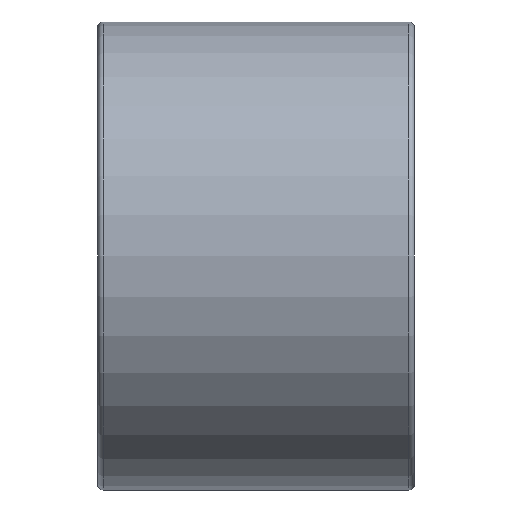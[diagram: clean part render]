
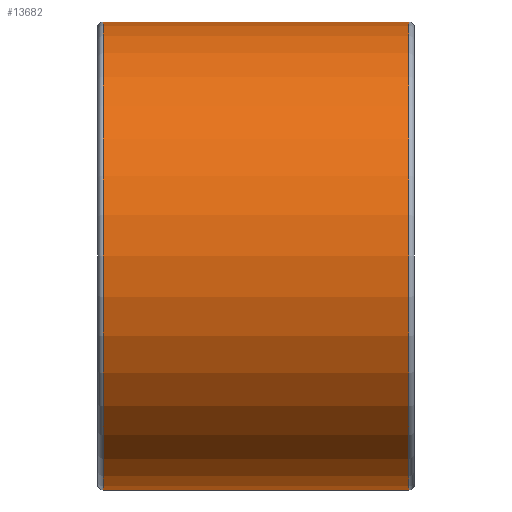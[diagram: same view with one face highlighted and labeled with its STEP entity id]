
A CAD part, front view. The second image highlights one B-rep face of the part: STEP entity #13682.
In plain terms, the highlighted cylindrical face has radius 83 mm (diameter 166 mm), a partial arc.
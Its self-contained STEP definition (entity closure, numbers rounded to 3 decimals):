
#1286 = CIRCLE ( 'NONE', #24123, 83. ) ;
#1667 = VECTOR ( 'NONE', #15688, 1000. ) ;
#2242 = DIRECTION ( 'NONE',  ( -1., 0., 0. ) ) ;
#3469 = CARTESIAN_POINT ( 'NONE',  ( -54.2, 0., -83. ) ) ;
#5304 = CYLINDRICAL_SURFACE ( 'NONE', #15307, 83. ) ;
#5667 = AXIS2_PLACEMENT_3D ( 'NONE', #30552, #17552, #9409 ) ;
#6113 = FACE_OUTER_BOUND ( 'NONE', #20968, .T. ) ;
#6191 = CARTESIAN_POINT ( 'NONE',  ( -54.2, 0., 0. ) ) ;
#9241 = CARTESIAN_POINT ( 'NONE',  ( -54.2, 0., 83. ) ) ;
#9409 = DIRECTION ( 'NONE',  ( 0., 0., 1. ) ) ;
#10200 = EDGE_CURVE ( 'NONE', #32134, #19784, #17741, .T. ) ;
#12060 = ORIENTED_EDGE ( 'NONE', *, *, #27871, .T. ) ;
#12825 = CARTESIAN_POINT ( 'NONE',  ( -39.045, 0., 83. ) ) ;
#13682 = ADVANCED_FACE ( 'NONE', ( #6113 ), #5304, .T. ) ;
#14254 = VERTEX_POINT ( 'NONE', #3469 ) ;
#15054 = LINE ( 'NONE', #28894, #1667 ) ;
#15307 = AXIS2_PLACEMENT_3D ( 'NONE', #27652, #27542, #22390 ) ;
#15688 = DIRECTION ( 'NONE',  ( -1., 0., 0. ) ) ;
#16442 = DIRECTION ( 'NONE',  ( -1., 0., 0. ) ) ;
#17552 = DIRECTION ( 'NONE',  ( -1., 0., 0. ) ) ;
#17741 = LINE ( 'NONE', #12825, #21440 ) ;
#19784 = VERTEX_POINT ( 'NONE', #9241 ) ;
#20968 = EDGE_LOOP ( 'NONE', ( #28558, #12060, #26254, #23614 ) ) ;
#21440 = VECTOR ( 'NONE', #2242, 1000. ) ;
#22168 = EDGE_CURVE ( 'NONE', #14254, #19784, #1286, .T. ) ;
#22390 = DIRECTION ( 'NONE',  ( 0., 0., 1. ) ) ;
#23614 = ORIENTED_EDGE ( 'NONE', *, *, #22168, .F. ) ;
#24123 = AXIS2_PLACEMENT_3D ( 'NONE', #6191, #16442, #24325 ) ;
#24325 = DIRECTION ( 'NONE',  ( 0., 0., 1. ) ) ;
#25675 = CIRCLE ( 'NONE', #5667, 83. ) ;
#26254 = ORIENTED_EDGE ( 'NONE', *, *, #10200, .T. ) ;
#27542 = DIRECTION ( 'NONE',  ( -1., 0., 0. ) ) ;
#27652 = CARTESIAN_POINT ( 'NONE',  ( -39.045, 0., 0. ) ) ;
#27871 = EDGE_CURVE ( 'NONE', #32454, #32134, #25675, .T. ) ;
#28558 = ORIENTED_EDGE ( 'NONE', *, *, #33405, .F. ) ;
#28894 = CARTESIAN_POINT ( 'NONE',  ( -39.045, 0., -83. ) ) ;
#28979 = CARTESIAN_POINT ( 'NONE',  ( 54.2, 0., -83. ) ) ;
#29469 = CARTESIAN_POINT ( 'NONE',  ( 54.2, 0., 83. ) ) ;
#30552 = CARTESIAN_POINT ( 'NONE',  ( 54.2, 0., 0. ) ) ;
#32134 = VERTEX_POINT ( 'NONE', #29469 ) ;
#32454 = VERTEX_POINT ( 'NONE', #28979 ) ;
#33405 = EDGE_CURVE ( 'NONE', #32454, #14254, #15054, .T. ) ;
